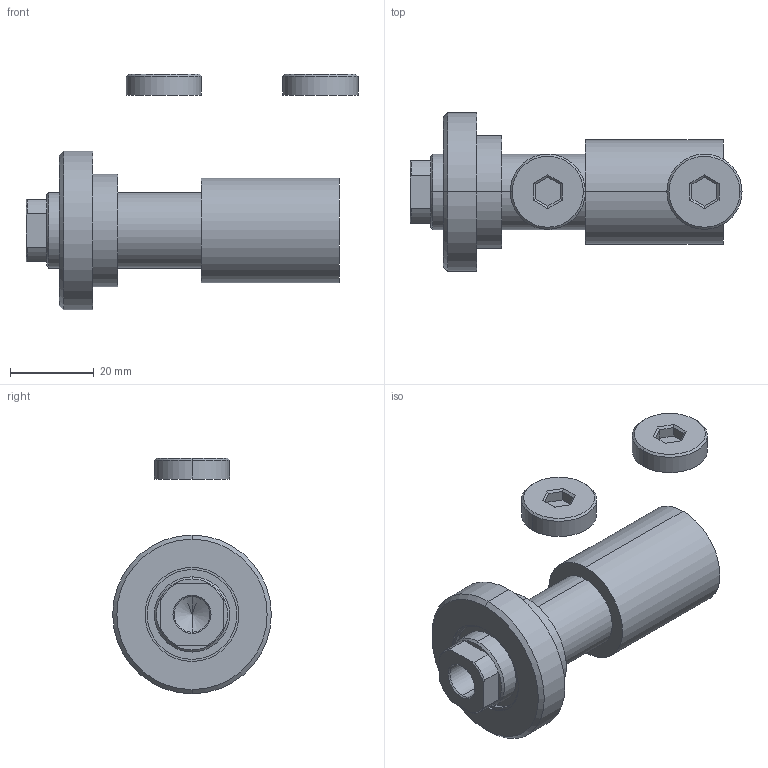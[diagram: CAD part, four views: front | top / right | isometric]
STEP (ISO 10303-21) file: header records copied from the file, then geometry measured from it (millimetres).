
FILE_DESCRIPTION (( 'STEP AP203' ), '1' );
FILE_NAME ('41bf.STEP', '2024-02-11T18:49:52', ( '' ), ( '' ), 'SwSTEP 2.0', 'SolidWorks 2019', '' );
FILE_SCHEMA (( 'CONFIG_CONTROL_DESIGN' ));
Length unit declared in the file: millimetre
Products named in the file (5): Zatka_OIL_PORT accc4d97c51d9fd8d170a7d7922431cd; 41bf; V450CM_B_VCP accc4d97c51d9fd8d170a7d7922431cd; V450CM_B_Body accc4d97c51d9fd8d170a7d7922431cd; V450CM_VC_B accc4d97c51d9fd8d170a7d7922431cd
Assembly tree (5 placements, depth 2):
  41bf
    V450CM_B_Body accc4d97c51d9fd8d170a7d7922431cd
    V450CM_B_VCP accc4d97c51d9fd8d170a7d7922431cd
    V450CM_VC_B accc4d97c51d9fd8d170a7d7922431cd
    Zatka_OIL_PORT accc4d97c51d9fd8d170a7d7922431cd  x2
Bounding box: 79.5 x 38 x 56.4 mm (x, y, z)
Volume: 36777.7 mm3; surface area: 11935.4 mm2
Topology: 4 solids, 4 shells, 86 faces, 184 edges, 111 vertices
Faces by surface type: plane 46, cylinder 24, cone 16
Entity records: 45613 total; most frequent: CARTESIAN_POINT 25489, ORIENTED_EDGE 4632, DIRECTION 2790, EDGE_CURVE 2316, VERTEX_POINT 1525, VECTOR 1378, LINE 1378, EDGE_LOOP 1043
